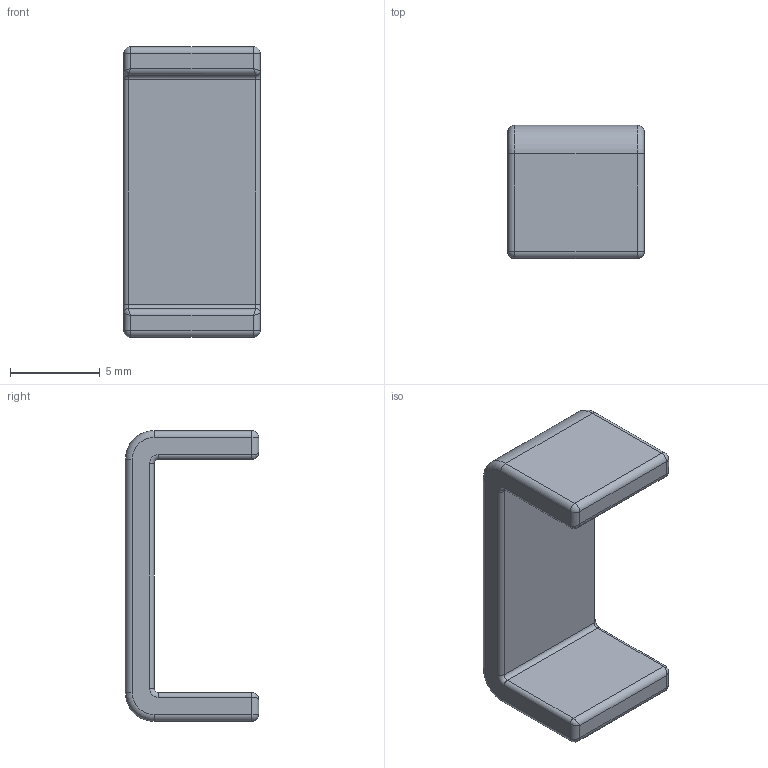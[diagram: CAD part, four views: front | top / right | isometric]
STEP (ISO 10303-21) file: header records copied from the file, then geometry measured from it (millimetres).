
FILE_DESCRIPTION(('FreeCAD Model'),'2;1');
FILE_NAME('Open CASCADE Shape Model','2021-07-22T14:11:54',(''),(''), 'Open CASCADE STEP processor 7.5','FreeCAD','Unknown');
FILE_SCHEMA(('AUTOMOTIVE_DESIGN { 1 0 10303 214 1 1 1 1 }'));
Length unit declared in the file: millimetre
Products named in the file (1): Common (Solid)
Bounding box: 7.62 x 7.44 x 16.23 mm (x, y, z)
Volume: 328.6 mm3; surface area: 503.6 mm2
Topology: 1 solids, 1 shells, 50 faces, 108 edges, 56 vertices
Faces by surface type: cylinder 24, plane 10, torus 8, bspline 4, sphere 4
Entity records: 1410 total; most frequent: CARTESIAN_POINT 307, DIRECTION 254, ORIENTED_EDGE 208, EDGE_CURVE 104, AXIS2_PLACEMENT_3D 103, VERTEX_POINT 56, ADVANCED_FACE 50, FACE_BOUND 50
